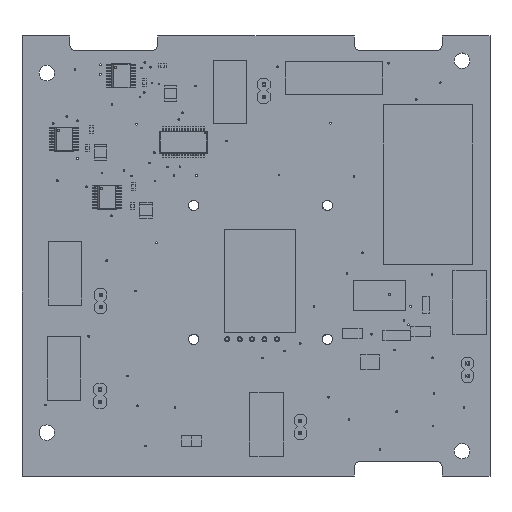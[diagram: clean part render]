
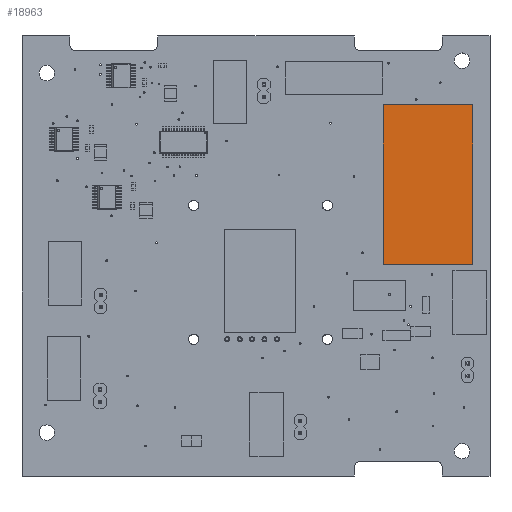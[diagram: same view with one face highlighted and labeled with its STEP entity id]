
A CAD part, top view. The second image highlights one B-rep face of the part: STEP entity #18963.
In plain terms, the highlighted planar face has unit normal (0, 0, 1).
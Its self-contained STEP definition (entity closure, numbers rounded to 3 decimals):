
#1135=PLANE('',#20809);
#2081=FACE_OUTER_BOUND('',#3354,.T.);
#3354=EDGE_LOOP('',(#16765,#16766,#16767,#16768));
#5182=LINE('',#30994,#7046);
#5183=LINE('',#30996,#7047);
#5184=LINE('',#30998,#7048);
#5185=LINE('',#30999,#7049);
#7046=VECTOR('',#25830,10.);
#7047=VECTOR('',#25831,10.);
#7048=VECTOR('',#25832,10.);
#7049=VECTOR('',#25833,10.);
#9349=VERTEX_POINT('',#30992);
#9350=VERTEX_POINT('',#30993);
#9351=VERTEX_POINT('',#30995);
#9352=VERTEX_POINT('',#30997);
#11829=EDGE_CURVE('',#9349,#9350,#5182,.F.);
#11830=EDGE_CURVE('',#9351,#9349,#5183,.F.);
#11831=EDGE_CURVE('',#9352,#9351,#5184,.F.);
#11832=EDGE_CURVE('',#9350,#9352,#5185,.F.);
#16765=ORIENTED_EDGE('',*,*,#11829,.F.);
#16766=ORIENTED_EDGE('',*,*,#11830,.F.);
#16767=ORIENTED_EDGE('',*,*,#11831,.F.);
#16768=ORIENTED_EDGE('',*,*,#11832,.F.);
#18963=ADVANCED_FACE('',(#2081),#1135,.F.);
#20809=AXIS2_PLACEMENT_3D('',#30991,#25828,#25829);
#25828=DIRECTION('center_axis',(0.,0.,-1.));
#25829=DIRECTION('ref_axis',(-1.,0.,0.));
#25830=DIRECTION('',(0.,1.,0.));
#25831=DIRECTION('',(-1.,0.,0.));
#25832=DIRECTION('',(0.,-1.,0.));
#25833=DIRECTION('',(1.,0.,0.));
#30991=CARTESIAN_POINT('Origin',(-1.27,0.378,1.85));
#30992=CARTESIAN_POINT('',(7.861,16.751,1.85));
#30993=CARTESIAN_POINT('',(7.861,-15.996,1.85));
#30994=CARTESIAN_POINT('',(7.861,0.378,1.85));
#30995=CARTESIAN_POINT('',(-10.401,16.751,1.85));
#30996=CARTESIAN_POINT('',(-1.27,16.751,1.85));
#30997=CARTESIAN_POINT('',(-10.401,-15.996,1.85));
#30998=CARTESIAN_POINT('',(-10.401,0.378,1.85));
#30999=CARTESIAN_POINT('',(-1.27,-15.996,1.85));
